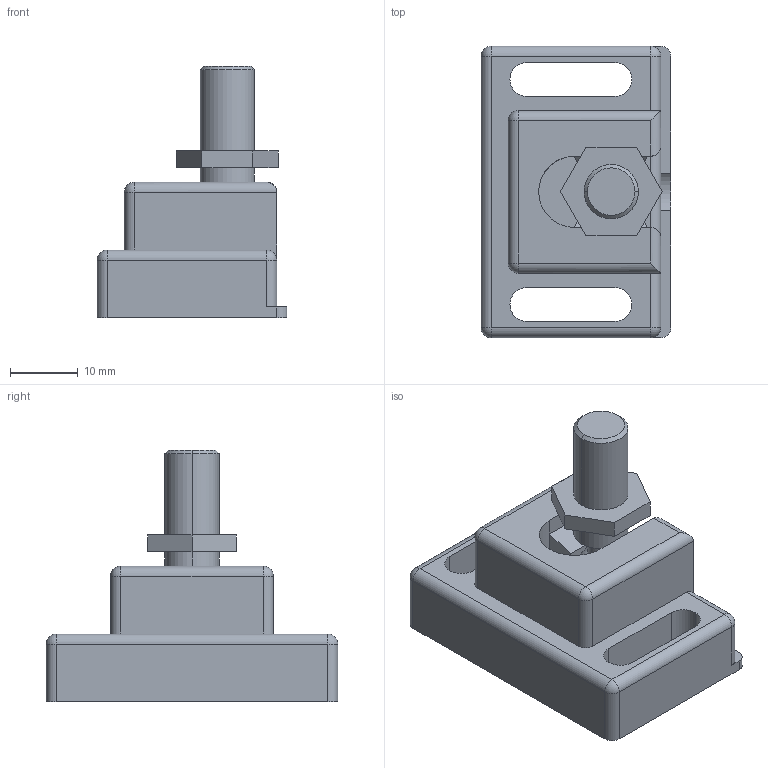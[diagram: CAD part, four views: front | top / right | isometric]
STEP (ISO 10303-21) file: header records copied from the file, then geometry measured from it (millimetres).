
FILE_DESCRIPTION (( 'STEP AP214' ), '1' );
FILE_NAME ('SNSD.30.50.80. Çàùåëêà ìåõàíè÷åñêàÿ(B10).STEP', '2015-07-29T08:20:36', ( 'user' ), ( '' ), 'SwSTEP 2.0', 'SolidWorks 2014', '' );
FILE_SCHEMA (( 'AUTOMOTIVE_DESIGN' ));
Length unit declared in the file: millimetre
Products named in the file (5): SNSD.30.50.80. Êîðïóñ çàùåëêè ìåõàíè÷åñêîé(B10); SNSD.30.50.80.  Çàùåëêà ìåõàíè÷åñêàÿ(B10); SNSD.30.50.80. 青腙鑏00; SNSD.30.50.80. Êîðïóñ çàùåëêè ìåõàíè÷åñêîé(B10)_00; SNSD.30.50.80. Çàùåëêè
Assembly tree (2 placements, depth 2):
  SNSD.30.50.80. Êîðïóñ çàùåëêè ìåõàíè÷åñêîé(B10)
  SNSD.30.50.80.  Çàùåëêà ìåõàíè÷åñêàÿ(B10)
    SNSD.30.50.80. Êîðïóñ çàùåëêè ìåõàíè÷åñêîé(B10)_00
    SNSD.30.50.80. 青腙鑏00
  SNSD.30.50.80. Çàùåëêè
Bounding box: 28 x 43 x 37.11 mm (x, y, z)
Volume: 14231.7 mm3; surface area: 6717.9 mm2
Topology: 2 solids, 2 shells, 92 faces, 228 edges, 136 vertices
Faces by surface type: plane 41, cylinder 35, sphere 8, torus 4, cone 4
Entity records: 2785 total; most frequent: DIRECTION 481, CARTESIAN_POINT 472, ORIENTED_EDGE 434, EDGE_CURVE 217, AXIS2_PLACEMENT_3D 174, VERTEX_POINT 133, LINE 133, VECTOR 133
